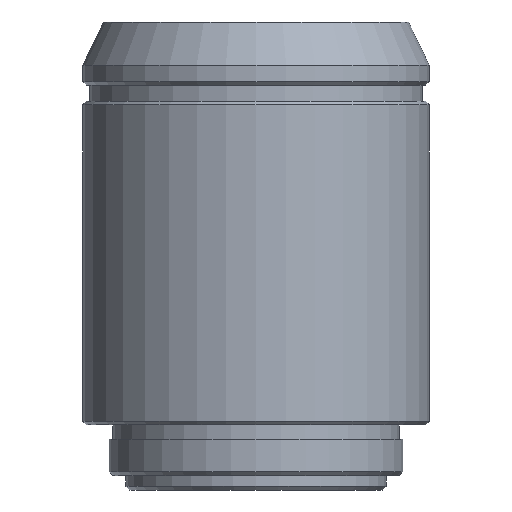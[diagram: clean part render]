
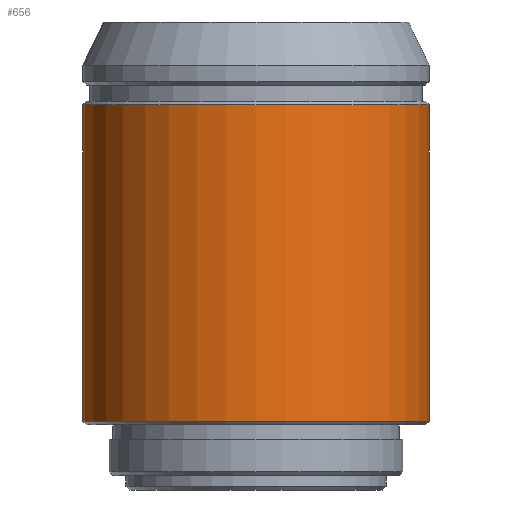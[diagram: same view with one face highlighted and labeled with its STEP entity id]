
A CAD part, front view. The second image highlights one B-rep face of the part: STEP entity #656.
In plain terms, the highlighted cylindrical face has radius 12 mm (diameter 24 mm), a partial arc.
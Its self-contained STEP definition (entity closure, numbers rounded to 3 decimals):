
#22 = CARTESIAN_POINT ( 'NONE',  ( -12., 0., 26. ) ) ;
#67 = DIRECTION ( 'NONE',  ( 0., 0., 1. ) ) ;
#112 = CARTESIAN_POINT ( 'NONE',  ( 0., 0., 4.1 ) ) ;
#144 = ORIENTED_EDGE ( 'NONE', *, *, #962, .T. ) ;
#179 = CARTESIAN_POINT ( 'NONE',  ( -12., 0., 4.1 ) ) ;
#183 = DIRECTION ( 'NONE',  ( -1., 0., 0. ) ) ;
#220 = CARTESIAN_POINT ( 'NONE',  ( 0., 0., 0. ) ) ;
#224 = DIRECTION ( 'NONE',  ( 0., 0., 1. ) ) ;
#241 = ORIENTED_EDGE ( 'NONE', *, *, #326, .T. ) ;
#256 = CARTESIAN_POINT ( 'NONE',  ( 12., 0., 4.1 ) ) ;
#264 = VECTOR ( 'NONE', #828, 1000. ) ;
#326 = EDGE_CURVE ( 'NONE', #356, #359, #437, .T. ) ;
#339 = CARTESIAN_POINT ( 'NONE',  ( 12., 0., 26. ) ) ;
#356 = VERTEX_POINT ( 'NONE', #179 ) ;
#359 = VERTEX_POINT ( 'NONE', #256 ) ;
#383 = AXIS2_PLACEMENT_3D ( 'NONE', #564, #646, #911 ) ;
#393 = LINE ( 'NONE', #1066, #264 ) ;
#394 = CYLINDRICAL_SURFACE ( 'NONE', #421, 12. ) ;
#397 = VERTEX_POINT ( 'NONE', #22 ) ;
#421 = AXIS2_PLACEMENT_3D ( 'NONE', #220, #67, #1069 ) ;
#437 = CIRCLE ( 'NONE', #710, 12. ) ;
#564 = CARTESIAN_POINT ( 'NONE',  ( 0., 0., 26. ) ) ;
#608 = EDGE_CURVE ( 'NONE', #790, #397, #1032, .T. ) ;
#646 = DIRECTION ( 'NONE',  ( 0., 0., -1. ) ) ;
#656 = ADVANCED_FACE ( 'NONE', ( #973 ), #394, .T. ) ;
#676 = ORIENTED_EDGE ( 'NONE', *, *, #997, .F. ) ;
#710 = AXIS2_PLACEMENT_3D ( 'NONE', #112, #1026, #183 ) ;
#790 = VERTEX_POINT ( 'NONE', #339 ) ;
#803 = EDGE_LOOP ( 'NONE', ( #144, #994, #676, #241 ) ) ;
#823 = LINE ( 'NONE', #985, #1051 ) ;
#828 = DIRECTION ( 'NONE',  ( 0., 0., 1. ) ) ;
#911 = DIRECTION ( 'NONE',  ( -1., 0., 0. ) ) ;
#962 = EDGE_CURVE ( 'NONE', #359, #790, #823, .T. ) ;
#973 = FACE_OUTER_BOUND ( 'NONE', #803, .T. ) ;
#985 = CARTESIAN_POINT ( 'NONE',  ( 12., 0., 0. ) ) ;
#994 = ORIENTED_EDGE ( 'NONE', *, *, #608, .T. ) ;
#997 = EDGE_CURVE ( 'NONE', #356, #397, #393, .T. ) ;
#1026 = DIRECTION ( 'NONE',  ( 0., 0., 1. ) ) ;
#1032 = CIRCLE ( 'NONE', #383, 12. ) ;
#1051 = VECTOR ( 'NONE', #224, 1000. ) ;
#1066 = CARTESIAN_POINT ( 'NONE',  ( -12., 0., 0. ) ) ;
#1069 = DIRECTION ( 'NONE',  ( 1., 0., 0. ) ) ;
